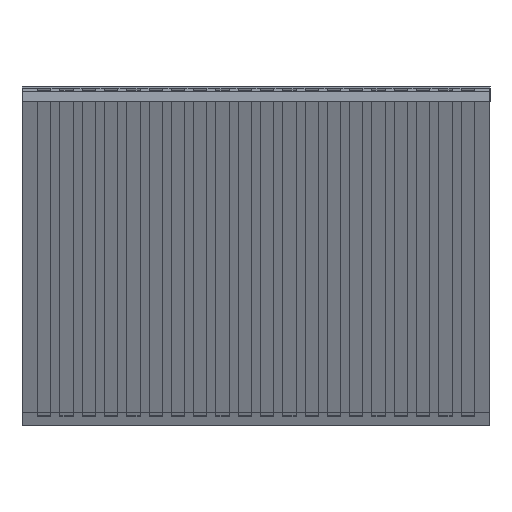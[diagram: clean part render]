
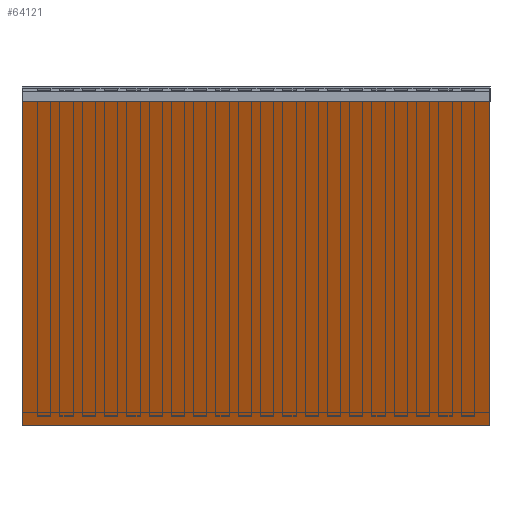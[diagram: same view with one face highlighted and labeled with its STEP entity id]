
A CAD part, left-side view. The second image highlights one B-rep face of the part: STEP entity #64121.
In plain terms, the highlighted planar face has unit normal (-0.915, 0, -0.403).
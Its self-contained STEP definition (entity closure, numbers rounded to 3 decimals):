
#927=ORIENTED_EDGE('',*,*,#14573,.T.);
#928=ORIENTED_EDGE('',*,*,#15053,.F.);
#929=ORIENTED_EDGE('',*,*,#14757,.F.);
#930=ORIENTED_EDGE('',*,*,#15055,.T.);
#14573=EDGE_CURVE('',#21686,#21685,#26397,.T.);
#14757=EDGE_CURVE('',#21867,#21868,#26581,.T.);
#15053=EDGE_CURVE('',#21868,#21685,#26877,.T.);
#15055=EDGE_CURVE('',#21867,#21686,#26879,.T.);
#21685=VERTEX_POINT('',#81075);
#21686=VERTEX_POINT('',#81077);
#21867=VERTEX_POINT('',#81443);
#21868=VERTEX_POINT('',#81445);
#26397=LINE('',#81076,#33509);
#26581=LINE('',#81444,#33693);
#26877=LINE('',#82014,#33989);
#26879=LINE('',#82019,#33991);
#33509=VECTOR('',#69058,1000.);
#33693=VECTOR('',#69246,1000.);
#33989=VECTOR('',#69644,1000.);
#33991=VECTOR('',#69652,1000.);
#40498=EDGE_LOOP('',(#927,#928,#929,#930));
#42860=FACE_BOUND('',#40498,.T.);
#45222=PLANE('',#66490);
#64121=ADVANCED_FACE('',(#42860),#45222,.F.);
#66490=AXIS2_PLACEMENT_3D('',#82018,#69650,#69651);
#69058=DIRECTION('',(-0.403,0.,0.915));
#69246=DIRECTION('',(-0.403,0.,0.915));
#69644=DIRECTION('',(0.,-1.,0.));
#69650=DIRECTION('',(0.915,0.,0.403));
#69651=DIRECTION('',(0.403,0.,-0.915));
#69652=DIRECTION('',(0.,-1.,0.));
#81075=CARTESIAN_POINT('',(35.04,0.,-0.167));
#81076=CARTESIAN_POINT('',(35.04,0.,-0.167));
#81077=CARTESIAN_POINT('',(38.3,0.,-7.575));
#81443=CARTESIAN_POINT('',(38.3,10.5,-7.575));
#81444=CARTESIAN_POINT('',(35.04,10.5,-0.167));
#81445=CARTESIAN_POINT('',(35.04,10.5,-0.167));
#82014=CARTESIAN_POINT('',(35.04,10.5,-0.167));
#82018=CARTESIAN_POINT('',(35.04,10.5,-0.167));
#82019=CARTESIAN_POINT('',(38.3,10.5,-7.575));
